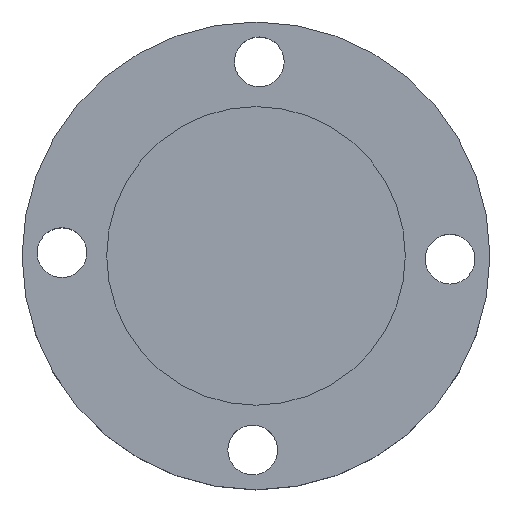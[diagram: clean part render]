
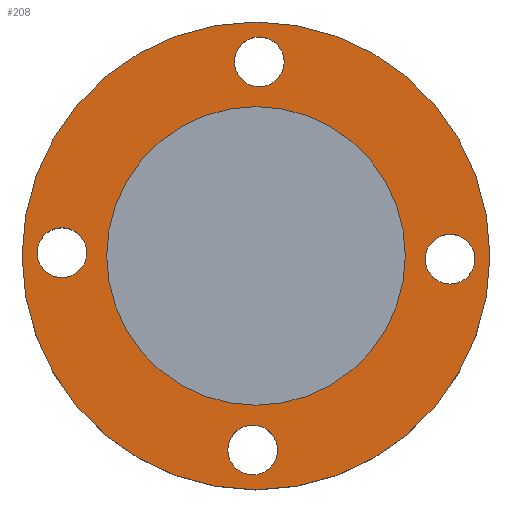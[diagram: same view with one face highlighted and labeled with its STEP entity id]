
A CAD part, top view. The second image highlights one B-rep face of the part: STEP entity #208.
In plain terms, the highlighted planar face has unit normal (0, 0, 1).
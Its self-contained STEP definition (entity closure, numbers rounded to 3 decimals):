
#70=CARTESIAN_POINT('Vertex',(0.456,20.534,404.664)) ;
#73=CARTESIAN_POINT('Axis2P3D Location',(2.956,20.534,404.664)) ;
#77=CARTESIAN_POINT('Vertex',(5.456,20.534,404.664)) ;
#97=CARTESIAN_POINT('Axis2P3D Location',(2.956,20.534,404.664)) ;
#109=CARTESIAN_POINT('Axis2P3D Location',(0.,0.,404.664)) ;
#114=CARTESIAN_POINT('Axis2P3D Location',(2.628,1.037,404.664)) ;
#118=CARTESIAN_POINT('Vertex',(26.128,1.037,404.664)) ;
#120=CARTESIAN_POINT('Vertex',(-20.872,1.037,404.664)) ;
#123=CARTESIAN_POINT('Axis2P3D Location',(2.628,1.037,404.664)) ;
#136=CARTESIAN_POINT('Axis2P3D Location',(2.628,1.037,404.664)) ;
#140=CARTESIAN_POINT('Vertex',(-12.372,1.037,404.664)) ;
#142=CARTESIAN_POINT('Vertex',(17.628,1.037,404.664)) ;
#145=CARTESIAN_POINT('Axis2P3D Location',(2.628,1.037,404.664)) ;
#154=CARTESIAN_POINT('Axis2P3D Location',(-16.869,1.365,404.664)) ;
#158=CARTESIAN_POINT('Vertex',(-16.869,3.865,404.664)) ;
#160=CARTESIAN_POINT('Vertex',(-16.869,-1.135,404.664)) ;
#163=CARTESIAN_POINT('Axis2P3D Location',(-16.869,1.365,404.664)) ;
#172=CARTESIAN_POINT('Axis2P3D Location',(2.3,-18.46,404.664)) ;
#176=CARTESIAN_POINT('Vertex',(-0.2,-18.46,404.664)) ;
#178=CARTESIAN_POINT('Vertex',(4.8,-18.46,404.664)) ;
#181=CARTESIAN_POINT('Axis2P3D Location',(2.3,-18.46,404.664)) ;
#190=CARTESIAN_POINT('Axis2P3D Location',(22.126,0.709,404.664)) ;
#194=CARTESIAN_POINT('Vertex',(22.126,-1.791,404.664)) ;
#196=CARTESIAN_POINT('Vertex',(22.126,3.209,404.664)) ;
#199=CARTESIAN_POINT('Axis2P3D Location',(22.126,0.709,404.664)) ;
#74=DIRECTION('Axis2P3D Direction',(0.,0.,1.)) ;
#98=DIRECTION('Axis2P3D Direction',(0.,0.,1.)) ;
#110=DIRECTION('Axis2P3D Direction',(0.,0.,1.)) ;
#111=DIRECTION('Axis2P3D XDirection',(1.,0.,0.)) ;
#115=DIRECTION('Axis2P3D Direction',(0.,0.,1.)) ;
#124=DIRECTION('Axis2P3D Direction',(0.,0.,1.)) ;
#137=DIRECTION('Axis2P3D Direction',(0.,0.,1.)) ;
#146=DIRECTION('Axis2P3D Direction',(0.,0.,1.)) ;
#155=DIRECTION('Axis2P3D Direction',(0.,0.,1.)) ;
#164=DIRECTION('Axis2P3D Direction',(0.,0.,1.)) ;
#173=DIRECTION('Axis2P3D Direction',(0.,0.,1.)) ;
#182=DIRECTION('Axis2P3D Direction',(0.,0.,1.)) ;
#191=DIRECTION('Axis2P3D Direction',(0.,0.,1.)) ;
#200=DIRECTION('Axis2P3D Direction',(0.,0.,1.)) ;
#75=AXIS2_PLACEMENT_3D('Circle Axis2P3D',#73,#74,$) ;
#99=AXIS2_PLACEMENT_3D('Circle Axis2P3D',#97,#98,$) ;
#112=AXIS2_PLACEMENT_3D('Plane Axis2P3D',#109,#110,#111) ;
#116=AXIS2_PLACEMENT_3D('Circle Axis2P3D',#114,#115,$) ;
#125=AXIS2_PLACEMENT_3D('Circle Axis2P3D',#123,#124,$) ;
#138=AXIS2_PLACEMENT_3D('Circle Axis2P3D',#136,#137,$) ;
#147=AXIS2_PLACEMENT_3D('Circle Axis2P3D',#145,#146,$) ;
#156=AXIS2_PLACEMENT_3D('Circle Axis2P3D',#154,#155,$) ;
#165=AXIS2_PLACEMENT_3D('Circle Axis2P3D',#163,#164,$) ;
#174=AXIS2_PLACEMENT_3D('Circle Axis2P3D',#172,#173,$) ;
#183=AXIS2_PLACEMENT_3D('Circle Axis2P3D',#181,#182,$) ;
#192=AXIS2_PLACEMENT_3D('Circle Axis2P3D',#190,#191,$) ;
#201=AXIS2_PLACEMENT_3D('Circle Axis2P3D',#199,#200,$) ;
#129=ORIENTED_EDGE('',*,*,#122,.T.) ;
#130=ORIENTED_EDGE('',*,*,#127,.T.) ;
#133=ORIENTED_EDGE('',*,*,#101,.F.) ;
#134=ORIENTED_EDGE('',*,*,#79,.F.) ;
#151=ORIENTED_EDGE('',*,*,#144,.T.) ;
#152=ORIENTED_EDGE('',*,*,#149,.T.) ;
#169=ORIENTED_EDGE('',*,*,#162,.F.) ;
#170=ORIENTED_EDGE('',*,*,#167,.F.) ;
#187=ORIENTED_EDGE('',*,*,#180,.F.) ;
#188=ORIENTED_EDGE('',*,*,#185,.F.) ;
#205=ORIENTED_EDGE('',*,*,#198,.F.) ;
#206=ORIENTED_EDGE('',*,*,#203,.F.) ;
#135=FACE_BOUND('',#132,.T.) ;
#153=FACE_BOUND('',#150,.T.) ;
#171=FACE_BOUND('',#168,.T.) ;
#189=FACE_BOUND('',#186,.T.) ;
#207=FACE_BOUND('',#204,.T.) ;
#208=ADVANCED_FACE('PartBody',(#131,#135,#153,#171,#189,#207),#113,.T.) ;
#76=CIRCLE('generated circle',#75,2.5) ;
#100=CIRCLE('generated circle',#99,2.5) ;
#117=CIRCLE('generated circle',#116,23.5) ;
#126=CIRCLE('generated circle',#125,23.5) ;
#139=CIRCLE('generated circle',#138,15.) ;
#148=CIRCLE('generated circle',#147,15.) ;
#157=CIRCLE('generated circle',#156,2.5) ;
#166=CIRCLE('generated circle',#165,2.5) ;
#175=CIRCLE('generated circle',#174,2.5) ;
#184=CIRCLE('generated circle',#183,2.5) ;
#193=CIRCLE('generated circle',#192,2.5) ;
#202=CIRCLE('generated circle',#201,2.5) ;
#79=EDGE_CURVE('',#71,#78,#76,.T.) ;
#101=EDGE_CURVE('',#78,#71,#100,.T.) ;
#122=EDGE_CURVE('',#119,#121,#117,.T.) ;
#127=EDGE_CURVE('',#121,#119,#126,.T.) ;
#144=EDGE_CURVE('',#141,#143,#139,.F.) ;
#149=EDGE_CURVE('',#143,#141,#148,.F.) ;
#162=EDGE_CURVE('',#159,#161,#157,.T.) ;
#167=EDGE_CURVE('',#161,#159,#166,.T.) ;
#180=EDGE_CURVE('',#177,#179,#175,.T.) ;
#185=EDGE_CURVE('',#179,#177,#184,.T.) ;
#198=EDGE_CURVE('',#195,#197,#193,.T.) ;
#203=EDGE_CURVE('',#197,#195,#202,.T.) ;
#128=EDGE_LOOP('',(#129,#130)) ;
#132=EDGE_LOOP('',(#133,#134)) ;
#150=EDGE_LOOP('',(#151,#152)) ;
#168=EDGE_LOOP('',(#169,#170)) ;
#186=EDGE_LOOP('',(#187,#188)) ;
#204=EDGE_LOOP('',(#205,#206)) ;
#131=FACE_OUTER_BOUND('',#128,.T.) ;
#113=PLANE('',#112) ;
#71=VERTEX_POINT('',#70) ;
#78=VERTEX_POINT('',#77) ;
#119=VERTEX_POINT('',#118) ;
#121=VERTEX_POINT('',#120) ;
#141=VERTEX_POINT('',#140) ;
#143=VERTEX_POINT('',#142) ;
#159=VERTEX_POINT('',#158) ;
#161=VERTEX_POINT('',#160) ;
#177=VERTEX_POINT('',#176) ;
#179=VERTEX_POINT('',#178) ;
#195=VERTEX_POINT('',#194) ;
#197=VERTEX_POINT('',#196) ;
